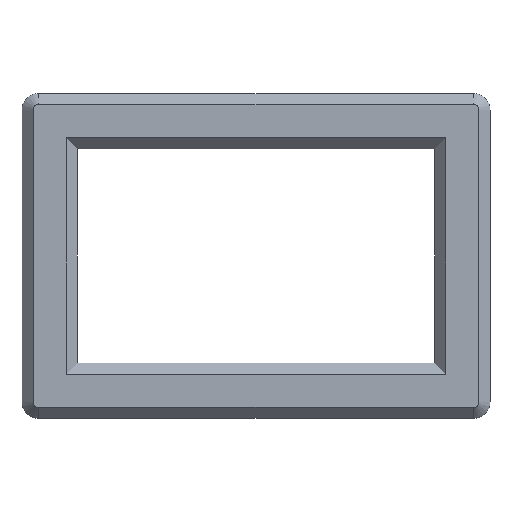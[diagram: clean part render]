
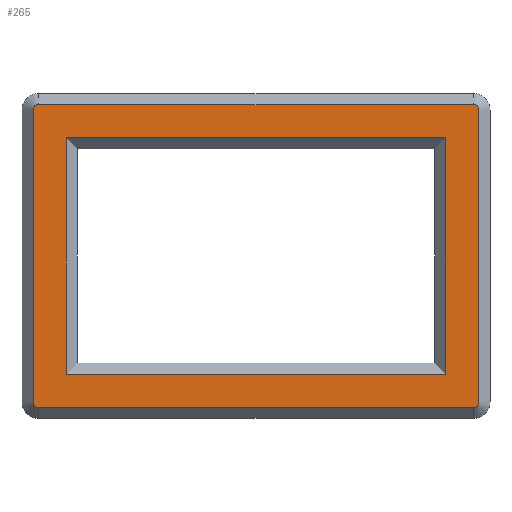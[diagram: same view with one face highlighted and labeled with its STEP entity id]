
A CAD part, top view. The second image highlights one B-rep face of the part: STEP entity #265.
In plain terms, the highlighted planar face has unit normal (0, 0, 1).
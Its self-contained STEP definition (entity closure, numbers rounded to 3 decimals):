
#15=FACE_BOUND('',#52,.T.);
#18=CIRCLE('',#276,1.);
#20=CIRCLE('',#280,1.);
#22=CIRCLE('',#284,1.);
#24=CIRCLE('',#288,1.);
#37=FACE_OUTER_BOUND('',#51,.T.);
#51=EDGE_LOOP('',(#207,#208,#209,#210,#211,#212,#213,#214));
#52=EDGE_LOOP('',(#215,#216,#217,#218));
#60=LINE('',#375,#88);
#65=LINE('',#389,#93);
#69=LINE('',#401,#97);
#73=LINE('',#413,#101);
#75=LINE('',#421,#103);
#76=LINE('',#423,#104);
#77=LINE('',#425,#105);
#78=LINE('',#426,#106);
#88=VECTOR('',#300,10.);
#93=VECTOR('',#313,10.);
#97=VECTOR('',#325,10.);
#101=VECTOR('',#337,10.);
#103=VECTOR('',#347,10.);
#104=VECTOR('',#348,10.);
#105=VECTOR('',#349,10.);
#106=VECTOR('',#350,10.);
#116=VERTEX_POINT('',#372);
#117=VERTEX_POINT('',#374);
#120=VERTEX_POINT('',#382);
#122=VERTEX_POINT('',#387);
#124=VERTEX_POINT('',#394);
#126=VERTEX_POINT('',#399);
#128=VERTEX_POINT('',#406);
#130=VERTEX_POINT('',#411);
#131=VERTEX_POINT('',#419);
#132=VERTEX_POINT('',#420);
#133=VERTEX_POINT('',#422);
#134=VERTEX_POINT('',#424);
#140=EDGE_CURVE('',#116,#117,#60,.T.);
#145=EDGE_CURVE('',#120,#116,#18,.T.);
#147=EDGE_CURVE('',#122,#120,#65,.T.);
#151=EDGE_CURVE('',#124,#122,#20,.T.);
#153=EDGE_CURVE('',#126,#124,#69,.T.);
#157=EDGE_CURVE('',#128,#126,#22,.T.);
#159=EDGE_CURVE('',#130,#128,#73,.T.);
#162=EDGE_CURVE('',#117,#130,#24,.T.);
#163=EDGE_CURVE('',#131,#132,#75,.T.);
#164=EDGE_CURVE('',#133,#131,#76,.T.);
#165=EDGE_CURVE('',#134,#133,#77,.T.);
#166=EDGE_CURVE('',#132,#134,#78,.T.);
#207=ORIENTED_EDGE('',*,*,#140,.F.);
#208=ORIENTED_EDGE('',*,*,#145,.F.);
#209=ORIENTED_EDGE('',*,*,#147,.F.);
#210=ORIENTED_EDGE('',*,*,#151,.F.);
#211=ORIENTED_EDGE('',*,*,#153,.F.);
#212=ORIENTED_EDGE('',*,*,#157,.F.);
#213=ORIENTED_EDGE('',*,*,#159,.F.);
#214=ORIENTED_EDGE('',*,*,#162,.F.);
#215=ORIENTED_EDGE('',*,*,#163,.F.);
#216=ORIENTED_EDGE('',*,*,#164,.F.);
#217=ORIENTED_EDGE('',*,*,#165,.F.);
#218=ORIENTED_EDGE('',*,*,#166,.F.);
#251=PLANE('',#289);
#265=ADVANCED_FACE('',(#37,#15),#251,.T.);
#276=AXIS2_PLACEMENT_3D('',#384,#308,#309);
#280=AXIS2_PLACEMENT_3D('',#396,#320,#321);
#284=AXIS2_PLACEMENT_3D('',#408,#332,#333);
#288=AXIS2_PLACEMENT_3D('',#417,#343,#344);
#289=AXIS2_PLACEMENT_3D('',#418,#345,#346);
#300=DIRECTION('',(0.,-1.,0.));
#308=DIRECTION('center_axis',(0.,0.,-1.));
#309=DIRECTION('ref_axis',(0.707,0.707,0.));
#313=DIRECTION('',(1.,0.,0.));
#320=DIRECTION('center_axis',(0.,0.,-1.));
#321=DIRECTION('ref_axis',(-0.707,0.707,0.));
#325=DIRECTION('',(0.,1.,0.));
#332=DIRECTION('center_axis',(0.,0.,-1.));
#333=DIRECTION('ref_axis',(-0.707,-0.707,0.));
#337=DIRECTION('',(-1.,0.,0.));
#343=DIRECTION('center_axis',(0.,0.,-1.));
#344=DIRECTION('ref_axis',(0.707,-0.707,0.));
#345=DIRECTION('center_axis',(0.,0.,1.));
#346=DIRECTION('ref_axis',(1.,0.,0.));
#347=DIRECTION('',(-1.,0.,0.));
#348=DIRECTION('',(0.,1.,0.));
#349=DIRECTION('',(1.,0.,0.));
#350=DIRECTION('',(0.,-1.,0.));
#372=CARTESIAN_POINT('',(40.5,26.5,20.7));
#374=CARTESIAN_POINT('',(40.5,-26.5,20.7));
#375=CARTESIAN_POINT('',(40.5,-14.75,20.7));
#382=CARTESIAN_POINT('',(39.5,27.5,20.7));
#384=CARTESIAN_POINT('Origin',(39.5,26.5,20.7));
#387=CARTESIAN_POINT('',(-39.5,27.5,20.7));
#389=CARTESIAN_POINT('',(21.25,27.5,20.7));
#394=CARTESIAN_POINT('',(-40.5,26.5,20.7));
#396=CARTESIAN_POINT('Origin',(-39.5,26.5,20.7));
#399=CARTESIAN_POINT('',(-40.5,-26.5,20.7));
#401=CARTESIAN_POINT('',(-40.5,14.75,20.7));
#406=CARTESIAN_POINT('',(-39.5,-27.5,20.7));
#408=CARTESIAN_POINT('Origin',(-39.5,-26.5,20.7));
#411=CARTESIAN_POINT('',(39.5,-27.5,20.7));
#413=CARTESIAN_POINT('',(-21.25,-27.5,20.7));
#417=CARTESIAN_POINT('Origin',(39.5,-26.5,20.7));
#418=CARTESIAN_POINT('Origin',(0.,0.,
20.7));
#419=CARTESIAN_POINT('',(34.5,21.5,20.7));
#420=CARTESIAN_POINT('',(-34.5,21.5,20.7));
#421=CARTESIAN_POINT('',(-16.25,21.5,20.7));
#422=CARTESIAN_POINT('',(34.5,-21.5,20.7));
#423=CARTESIAN_POINT('',(34.5,9.75,20.7));
#424=CARTESIAN_POINT('',(-34.5,-21.5,20.7));
#425=CARTESIAN_POINT('',(16.25,-21.5,20.7));
#426=CARTESIAN_POINT('',(-34.5,-9.75,20.7));
